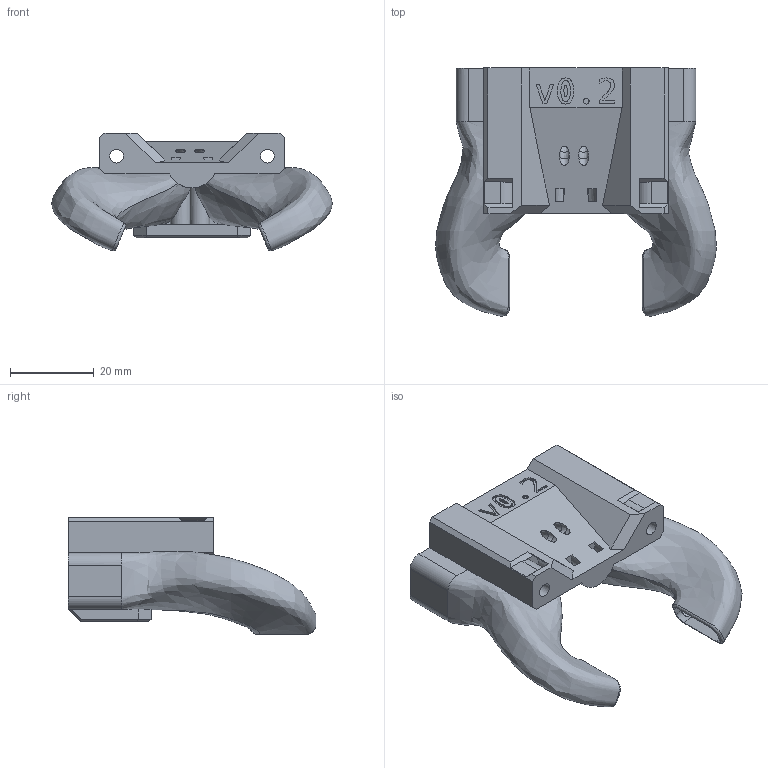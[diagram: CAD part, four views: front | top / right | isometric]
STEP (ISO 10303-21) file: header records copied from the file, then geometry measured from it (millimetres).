
FILE_DESCRIPTION(/* description */ (''),/* implementation_level */ '2;1');
FILE_NAME(/* name */ 'klicky_bottom.step',/* time_stamp */ '2023-11-02T13:16:29-05:00',/* author */ (''),/* organization */ (''),/* preprocessor_version */ 'ST-DEVELOPER v20',/* originating_system */ 'Autodesk Translation Framework v12.14.0.127',/* authorisation */ '');
FILE_SCHEMA (('AUTOMOTIVE_DESIGN { 1 0 10303 214 3 1 1 }'));
Length unit declared in the file: millimetre
Products named in the file (3): Bottom Horns - Klicky; klicky_bottom; PN596
Assembly tree (2 placements, depth 2):
  Bottom Horns - Klicky
    klicky_bottom
    PN596
Bounding box: 66.94 x 59.14 x 28.09 mm (x, y, z)
Volume: 19188 mm3; surface area: 20094.9 mm2
Topology: 2 solids, 2 shells, 476 faces, 1417 edges, 947 vertices
Faces by surface type: bspline 197, plane 175, cylinder 86, cone 10, torus 8
Full cylindrical faces by diameter (mm): 2.685 x2, 2.9 x1, 3.3 x3, 4.2 x1, 4.25 x1, 4.6 x1, 4.7 x1
Entity records: 34270 total; most frequent: CARTESIAN_POINT 22672, ORIENTED_EDGE 2830, DIRECTION 1774, EDGE_CURVE 1415, VERTEX_POINT 947, AXIS2_PLACEMENT_3D 604, LINE 566, VECTOR 566
